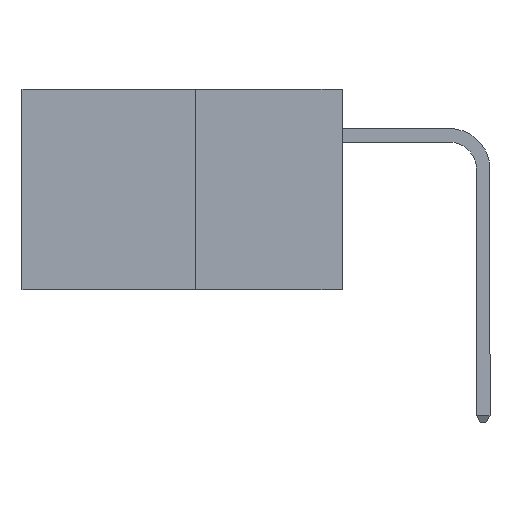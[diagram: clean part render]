
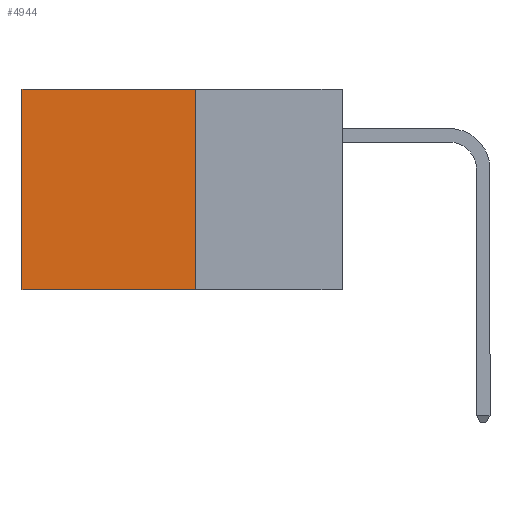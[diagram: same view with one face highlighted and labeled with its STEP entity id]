
A CAD part, left-side view. The second image highlights one B-rep face of the part: STEP entity #4944.
In plain terms, the highlighted planar face has unit normal (-1, 0, 0).
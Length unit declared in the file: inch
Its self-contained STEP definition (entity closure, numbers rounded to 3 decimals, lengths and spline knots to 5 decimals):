
#655 = CARTESIAN_POINT ( 'NONE',  ( 0.277, 0.27, 0. ) ) ;
#975 = AXIS2_PLACEMENT_3D ( 'NONE', #14731, #8336, #8054 ) ;
#1188 = EDGE_CURVE ( 'NONE', #3417, #1841, #14631, .T. ) ;
#1841 = VERTEX_POINT ( 'NONE', #3839 ) ;
#2320 = VERTEX_POINT ( 'NONE', #6925 ) ;
#3417 = VERTEX_POINT ( 'NONE', #655 ) ;
#3817 = CARTESIAN_POINT ( 'NONE',  ( 0.277, 0.59, 0. ) ) ;
#3839 = CARTESIAN_POINT ( 'NONE',  ( 0.277, 0.27, -0.37 ) ) ;
#4944 = ADVANCED_FACE ( 'NONE', ( #9818 ), #10986, .F. ) ;
#5284 = ORIENTED_EDGE ( 'NONE', *, *, #12468, .F. ) ;
#5639 = CARTESIAN_POINT ( 'NONE',  ( 0.277, 0.27, -0.37 ) ) ;
#6139 = VECTOR ( 'NONE', #13635, 39.37008 ) ;
#6310 = VERTEX_POINT ( 'NONE', #3817 ) ;
#6925 = CARTESIAN_POINT ( 'NONE',  ( 0.277, 0.59, -0.37 ) ) ;
#7266 = CARTESIAN_POINT ( 'NONE',  ( 0.277, 0.27, 0. ) ) ;
#7647 = DIRECTION ( 'NONE',  ( 0., 1., 0. ) ) ;
#8054 = DIRECTION ( 'NONE',  ( 0., 0., -1. ) ) ;
#8336 = DIRECTION ( 'NONE',  ( 1., 0., 0. ) ) ;
#8414 = CARTESIAN_POINT ( 'NONE',  ( 0.277, 0.59, -0.37 ) ) ;
#8564 = EDGE_CURVE ( 'NONE', #3417, #6310, #8808, .T. ) ;
#8808 = LINE ( 'NONE', #7266, #14877 ) ;
#9818 = FACE_OUTER_BOUND ( 'NONE', #10826, .T. ) ;
#10071 = ORIENTED_EDGE ( 'NONE', *, *, #8564, .T. ) ;
#10242 = VECTOR ( 'NONE', #15658, 39.37008 ) ;
#10826 = EDGE_LOOP ( 'NONE', ( #13284, #5284, #13542, #10071 ) ) ;
#10943 = VECTOR ( 'NONE', #13723, 39.37008 ) ;
#10986 = PLANE ( 'NONE',  #975 ) ;
#12386 = CARTESIAN_POINT ( 'NONE',  ( 0.277, 0.27, -0.37 ) ) ;
#12468 = EDGE_CURVE ( 'NONE', #1841, #2320, #15787, .T. ) ;
#13284 = ORIENTED_EDGE ( 'NONE', *, *, #14781, .T. ) ;
#13542 = ORIENTED_EDGE ( 'NONE', *, *, #1188, .F. ) ;
#13563 = LINE ( 'NONE', #8414, #10242 ) ;
#13635 = DIRECTION ( 'NONE',  ( 0., 1., 0. ) ) ;
#13723 = DIRECTION ( 'NONE',  ( 0., 0., -1. ) ) ;
#14631 = LINE ( 'NONE', #5639, #10943 ) ;
#14731 = CARTESIAN_POINT ( 'NONE',  ( 0.277, 0.27, -0.37 ) ) ;
#14781 = EDGE_CURVE ( 'NONE', #6310, #2320, #13563, .T. ) ;
#14877 = VECTOR ( 'NONE', #7647, 39.37008 ) ;
#15658 = DIRECTION ( 'NONE',  ( 0., 0., -1. ) ) ;
#15787 = LINE ( 'NONE', #12386, #6139 ) ;
